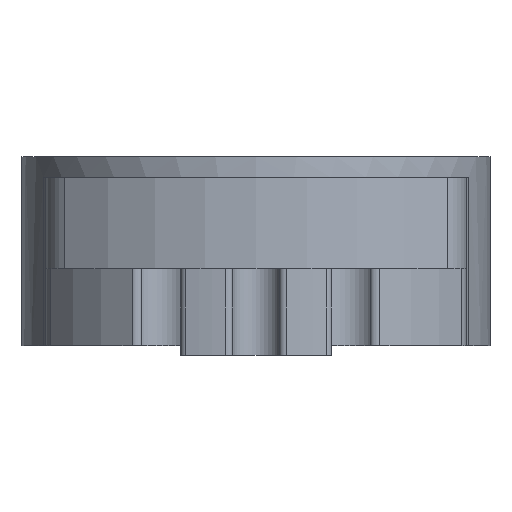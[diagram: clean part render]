
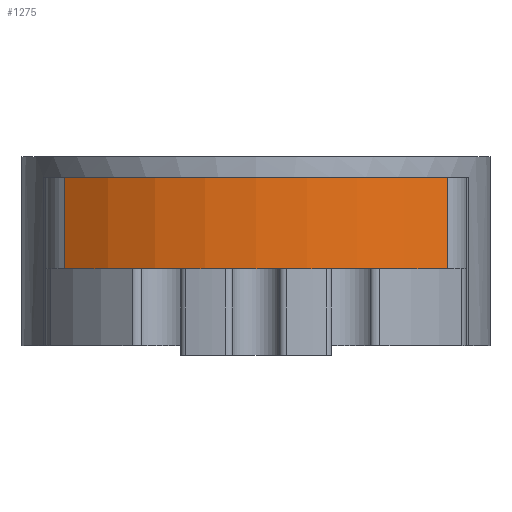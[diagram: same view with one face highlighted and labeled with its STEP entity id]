
A CAD part, front view. The second image highlights one B-rep face of the part: STEP entity #1275.
In plain terms, the highlighted cylindrical face has radius 23.25 mm (diameter 46.5 mm), a partial arc.
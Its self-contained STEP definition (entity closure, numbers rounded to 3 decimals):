
#31 = VERTEX_POINT ( 'NONE', #857 ) ;
#47 = EDGE_CURVE ( 'NONE', #1954, #31, #2325, .T. ) ;
#175 = EDGE_CURVE ( 'NONE', #1954, #1070, #1911, .T. ) ;
#186 = DIRECTION ( 'NONE',  ( 0., 0., 1. ) ) ;
#337 = VECTOR ( 'NONE', #186, 1000. ) ;
#475 = CARTESIAN_POINT ( 'NONE',  ( 0., 0., 15. ) ) ;
#572 = CARTESIAN_POINT ( 'NONE',  ( 0., 0., 8.5 ) ) ;
#673 = ORIENTED_EDGE ( 'NONE', *, *, #175, .F. ) ;
#679 = CYLINDRICAL_SURFACE ( 'NONE', #2023, 23.25 ) ;
#748 = CIRCLE ( 'NONE', #2255, 23.25 ) ;
#778 = ORIENTED_EDGE ( 'NONE', *, *, #47, .T. ) ;
#837 = ORIENTED_EDGE ( 'NONE', *, *, #2269, .T. ) ;
#857 = CARTESIAN_POINT ( 'NONE',  ( -13.659, -18.814, 8.5 ) ) ;
#909 = DIRECTION ( 'NONE',  ( 1., 0., 0. ) ) ;
#1006 = AXIS2_PLACEMENT_3D ( 'NONE', #475, #2341, #909 ) ;
#1053 = VECTOR ( 'NONE', #1314, 1000. ) ;
#1063 = DIRECTION ( 'NONE',  ( 0., 0., -1. ) ) ;
#1070 = VERTEX_POINT ( 'NONE', #1549 ) ;
#1075 = FACE_OUTER_BOUND ( 'NONE', #1881, .T. ) ;
#1275 = ADVANCED_FACE ( 'NONE', ( #1075 ), #679, .T. ) ;
#1314 = DIRECTION ( 'NONE',  ( 0., 0., -1. ) ) ;
#1487 = ORIENTED_EDGE ( 'NONE', *, *, #1575, .T. ) ;
#1549 = CARTESIAN_POINT ( 'NONE',  ( 13.659, -18.814, 15. ) ) ;
#1575 = EDGE_CURVE ( 'NONE', #1787, #1070, #1605, .T. ) ;
#1600 = CARTESIAN_POINT ( 'NONE',  ( -13.659, -18.814, 15. ) ) ;
#1605 = LINE ( 'NONE', #2414, #337 ) ;
#1787 = VERTEX_POINT ( 'NONE', #2312 ) ;
#1810 = DIRECTION ( 'NONE',  ( 1., 0., 0. ) ) ;
#1881 = EDGE_LOOP ( 'NONE', ( #837, #1487, #673, #778 ) ) ;
#1892 = CARTESIAN_POINT ( 'NONE',  ( 0., 0., 15. ) ) ;
#1905 = DIRECTION ( 'NONE',  ( -1., 0., 0. ) ) ;
#1911 = CIRCLE ( 'NONE', #1006, 23.25 ) ;
#1954 = VERTEX_POINT ( 'NONE', #1600 ) ;
#2023 = AXIS2_PLACEMENT_3D ( 'NONE', #1892, #1063, #1905 ) ;
#2255 = AXIS2_PLACEMENT_3D ( 'NONE', #572, #2407, #1810 ) ;
#2269 = EDGE_CURVE ( 'NONE', #31, #1787, #748, .T. ) ;
#2312 = CARTESIAN_POINT ( 'NONE',  ( 13.659, -18.814, 8.5 ) ) ;
#2325 = LINE ( 'NONE', #2618, #1053 ) ;
#2341 = DIRECTION ( 'NONE',  ( 0., 0., 1. ) ) ;
#2407 = DIRECTION ( 'NONE',  ( 0., 0., 1. ) ) ;
#2414 = CARTESIAN_POINT ( 'NONE',  ( 13.659, -18.814, 15. ) ) ;
#2618 = CARTESIAN_POINT ( 'NONE',  ( -13.659, -18.814, 15. ) ) ;
